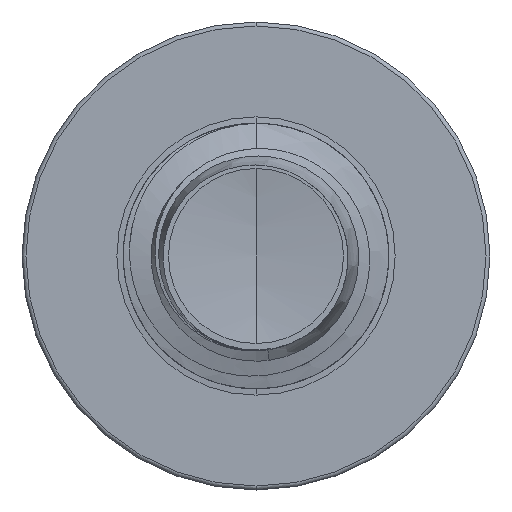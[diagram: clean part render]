
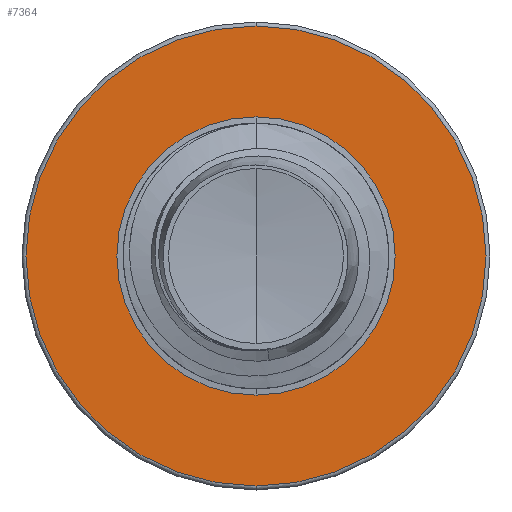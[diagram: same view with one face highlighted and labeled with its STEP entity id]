
A CAD part, front view. The second image highlights one B-rep face of the part: STEP entity #7364.
In plain terms, the highlighted planar face has unit normal (0, -1, 0).
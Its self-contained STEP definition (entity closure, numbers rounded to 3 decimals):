
#1240 = EDGE_LOOP ( 'NONE', ( #5770, #8362 ) ) ;
#1360 = EDGE_LOOP ( 'NONE', ( #8287, #9179 ) ) ;
#2001 = CARTESIAN_POINT ( 'NONE',  ( 0., 32.5, 0. ) ) ;
#2135 = AXIS2_PLACEMENT_3D ( 'NONE', #2001, #22795, #5072 ) ;
#3599 = AXIS2_PLACEMENT_3D ( 'NONE', #23376, #5677, #26291 ) ;
#4240 = AXIS2_PLACEMENT_3D ( 'NONE', #22271, #4522, #25174 ) ;
#4522 = DIRECTION ( 'NONE',  ( 0., 1., 0. ) ) ;
#5072 = DIRECTION ( 'NONE',  ( 0., 0., 1. ) ) ;
#5677 = DIRECTION ( 'NONE',  ( 0., 1., 0. ) ) ;
#5770 = ORIENTED_EDGE ( 'NONE', *, *, #23059, .F. ) ;
#5919 = AXIS2_PLACEMENT_3D ( 'NONE', #35198, #17756, #38090 ) ;
#7232 = PLANE ( 'NONE',  #12479 ) ;
#7364 = ADVANCED_FACE ( 'NONE', ( #32012, #9514 ), #7232, .F. ) ;
#8051 = CIRCLE ( 'NONE', #5919, 4.192 ) ;
#8287 = ORIENTED_EDGE ( 'NONE', *, *, #21719, .T. ) ;
#8362 = ORIENTED_EDGE ( 'NONE', *, *, #30130, .F. ) ;
#9179 = ORIENTED_EDGE ( 'NONE', *, *, #20386, .T. ) ;
#9399 = CIRCLE ( 'NONE', #2135, 6.93 ) ;
#9431 = CIRCLE ( 'NONE', #4240, 4.192 ) ;
#9514 = FACE_BOUND ( 'NONE', #1360, .T. ) ;
#10218 = CARTESIAN_POINT ( 'NONE',  ( 0., 32.5, -4.192 ) ) ;
#12479 = AXIS2_PLACEMENT_3D ( 'NONE', #10218, #13214, #33659 ) ;
#13214 = DIRECTION ( 'NONE',  ( 0., 1., 0. ) ) ;
#17756 = DIRECTION ( 'NONE',  ( 0., 1., 0. ) ) ;
#20386 = EDGE_CURVE ( 'NONE', #30249, #23589, #8051, .T. ) ;
#21024 = CIRCLE ( 'NONE', #3599, 6.93 ) ;
#21719 = EDGE_CURVE ( 'NONE', #23589, #30249, #9431, .T. ) ;
#22000 = VERTEX_POINT ( 'NONE', #37995 ) ;
#22271 = CARTESIAN_POINT ( 'NONE',  ( 0., 32.5, 0. ) ) ;
#22795 = DIRECTION ( 'NONE',  ( 0., 1., 0. ) ) ;
#23059 = EDGE_CURVE ( 'NONE', #22000, #34478, #21024, .T. ) ;
#23376 = CARTESIAN_POINT ( 'NONE',  ( 0., 32.5, 0. ) ) ;
#23589 = VERTEX_POINT ( 'NONE', #24464 ) ;
#24464 = CARTESIAN_POINT ( 'NONE',  ( 0., 32.5, 4.192 ) ) ;
#25174 = DIRECTION ( 'NONE',  ( 0., 0., 1. ) ) ;
#26291 = DIRECTION ( 'NONE',  ( 0., 0., 1. ) ) ;
#30130 = EDGE_CURVE ( 'NONE', #34478, #22000, #9399, .T. ) ;
#30249 = VERTEX_POINT ( 'NONE', #31611 ) ;
#31440 = CARTESIAN_POINT ( 'NONE',  ( 0., 32.5, -6.93 ) ) ;
#31611 = CARTESIAN_POINT ( 'NONE',  ( 0., 32.5, -4.192 ) ) ;
#32012 = FACE_OUTER_BOUND ( 'NONE', #1240, .T. ) ;
#33659 = DIRECTION ( 'NONE',  ( 0., 0., 1. ) ) ;
#34478 = VERTEX_POINT ( 'NONE', #31440 ) ;
#35198 = CARTESIAN_POINT ( 'NONE',  ( 0., 32.5, 0. ) ) ;
#37995 = CARTESIAN_POINT ( 'NONE',  ( 0., 32.5, 6.93 ) ) ;
#38090 = DIRECTION ( 'NONE',  ( 0., 0., 1. ) ) ;
